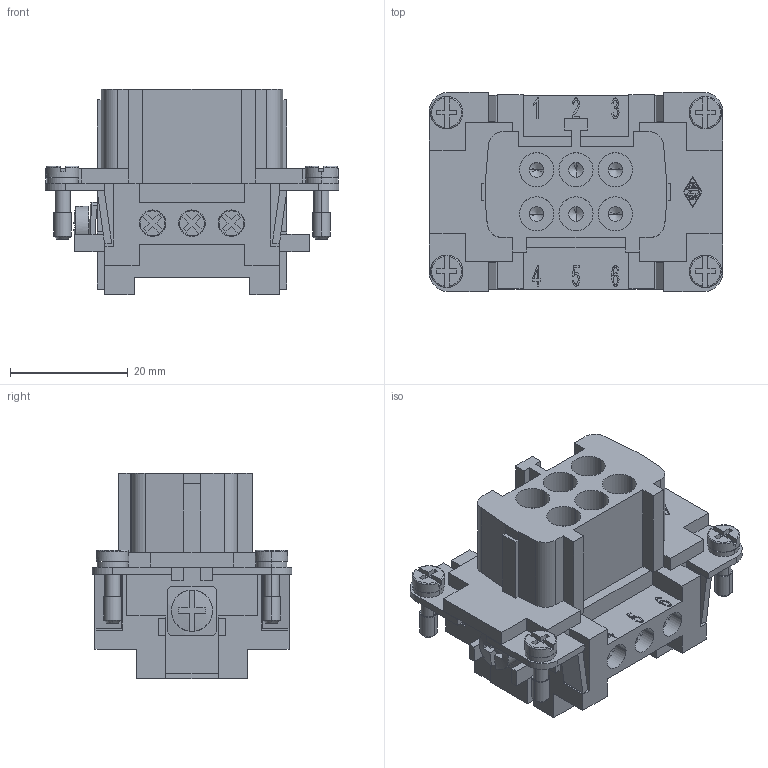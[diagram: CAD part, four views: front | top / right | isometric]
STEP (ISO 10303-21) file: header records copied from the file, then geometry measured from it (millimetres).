
FILE_DESCRIPTION(('Creo Elements/Direct Modeling STEP Export'),'2;1');
FILE_NAME('JNEF O6.stp','2014-08-01T 8:04:28',(''),(''),'Creo Elements/Direct Modeling STEP processor for AP214 (Solid Model)','Creo Elements/Direct Modeling 18.0B 02-Dec-2011 (C) Parametric Technology GmbH','');
FILE_SCHEMA(('AUTOMOTIVE_DESIGN { 1 0 10303 214 1 1 1 1 }'));
Length unit declared in the file: millimetre
Products named in the file (2): JCNEF_06; JNEF_06.stp
Assembly tree (1 placements, depth 2):
  JNEF_06.stp
    JCNEF_06
Bounding box: 50 x 34 x 35 mm (x, y, z)
Volume: 21569.3 mm3; surface area: 15800.1 mm2
Topology: 2 solids, 2 shells, 884 faces, 2379 edges, 1562 vertices
Faces by surface type: plane 606, cylinder 148, bspline 98, cone 20, torus 8, sphere 4
Entity records: 27877 total; most frequent: CARTESIAN_POINT 6566, ORIENTED_EDGE 4734, DIRECTION 3862, EDGE_CURVE 2367, VECTOR 1740, LINE 1740, VERTEX_POINT 1562, AXIS2_PLACEMENT_3D 1061
